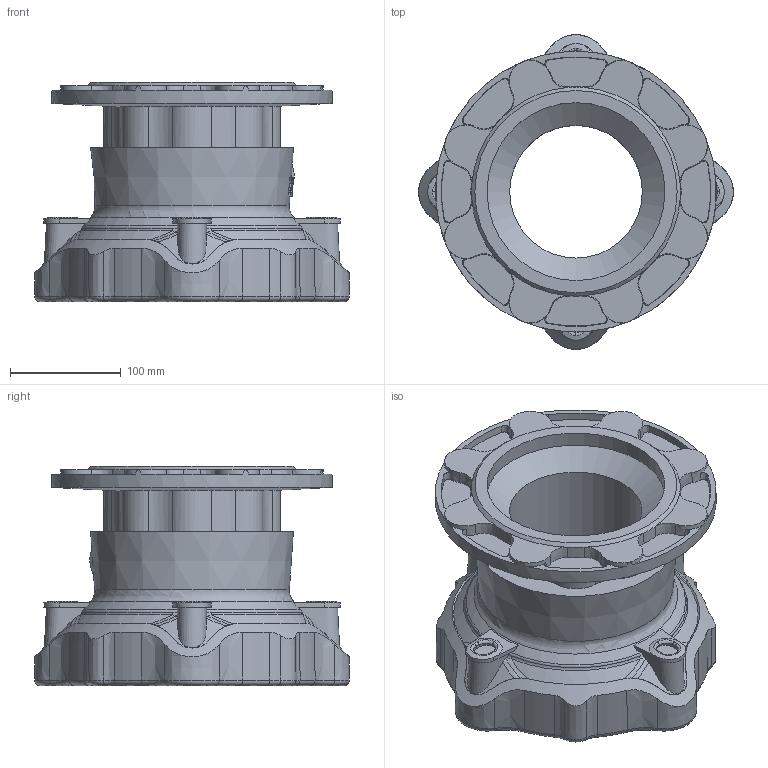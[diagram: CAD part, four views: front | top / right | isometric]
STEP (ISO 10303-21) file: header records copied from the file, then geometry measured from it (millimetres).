
FILE_DESCRIPTION (( 'STEP AP203' ), '1' );
FILE_NAME ('O_633_00_DN125_AA0_step.step', '2016-05-17T08:12:51', ( 'Windows User' ), ( 'AVK' ), 'SwSTEP 2.0', 'SolidWorks 2012', '' );
FILE_SCHEMA (( 'CONFIG_CONTROL_DESIGN' ));
Length unit declared in the file: millimetre
Products named in the file (1): O_633_00_DN125_AA0_step
Bounding box: 284.76 x 284.76 x 198.35 mm (x, y, z)
Volume: 3614769.3 mm3; surface area: 350124 mm2
Topology: 1 solids, 1 shells, 396 faces, 1083 edges, 693 vertices
Faces by surface type: bspline 126, cone 107, plane 96, torus 41, cylinder 26
Full cylindrical faces by diameter (mm): 120 x1, 161 x2, 254 x1
Entity records: 24203 total; most frequent: CARTESIAN_POINT 15352, ORIENTED_EDGE 2116, DIRECTION 1491, EDGE_CURVE 1058, VERTEX_POINT 686, AXIS2_PLACEMENT_3D 654, B_SPLINE_CURVE_WITH_KNOTS 458, EDGE_LOOP 422
